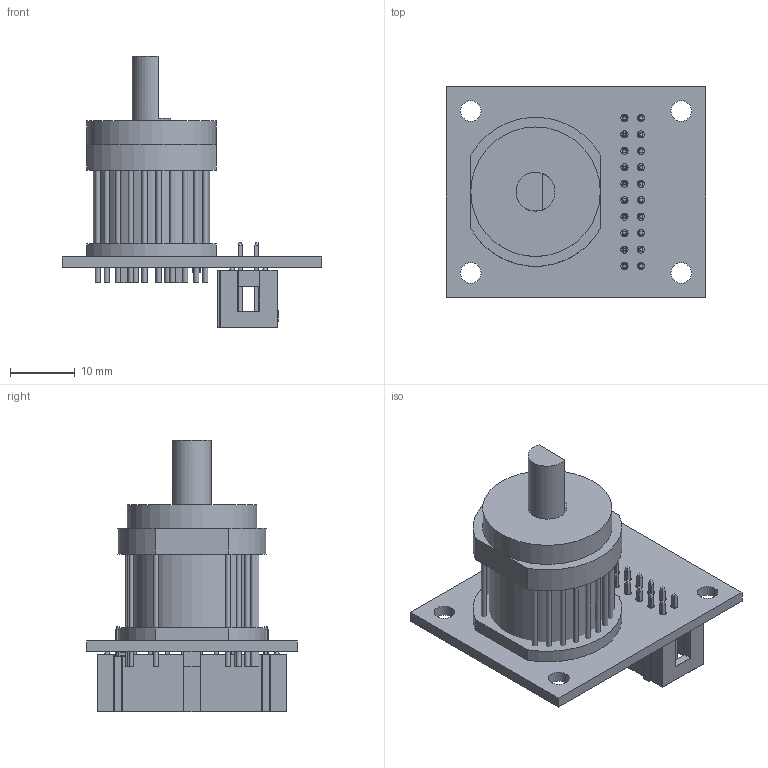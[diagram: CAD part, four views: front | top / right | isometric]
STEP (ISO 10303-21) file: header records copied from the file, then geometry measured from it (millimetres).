
FILE_DESCRIPTION(('Open CASCADE Model'),'2;1');
FILE_NAME('Open CASCADE Shape Model','2020-02-17T19:30:23',('Author'),( 'Open CASCADE'),'Open CASCADE STEP processor 6.8','Open CASCADE 6.8' ,'Unknown');
FILE_SCHEMA(('AUTOMOTIVE_DESIGN { 1 0 10303 214 1 1 1 1 }'));
Length unit declared in the file: millimetre
Products named in the file (17): PCB; Board; C1; CAP0805; J1; 20-Pin_Shrouded_Header_(IDC)_Straight; Straight_Contact; 20-Pin_Shrouded_Header_Body; SW1; alps_magnetic; Zylinder; Zylinder002; Cut002; Cut001; Pad; Pad001; Cut004
Assembly tree (35 placements, depth 4):
  PCB
    Board
    C1
      CAP0805
    J1
      20-Pin_Shrouded_Header_(IDC)_Straight
        Straight_Contact  x20
        20-Pin_Shrouded_Header_Body
    SW1
      alps_magnetic
        Zylinder
        Zylinder002
        Cut002
        Cut001
        Pad
        Pad001
        Cut004
Bounding box: 40 x 32.5 x 41.95 mm (x, y, z)
Volume: 10708 mm3; surface area: 10539.3 mm2
Topology: 49 solids, 84 shells, 999 faces, 2509 edges, 1643 vertices
Faces by surface type: plane 554, cylinder 273, bspline 108, sphere 41, torus 23
Full cylindrical faces by diameter (mm): 0.6 x6, 0.7 x6, 0.8 x12, 1 x14, 1.1 x20, 1.2 x2, 3.2 x4, 3.6 x2, 6 x1, 18 x1, 20 x1
Entity records: 21167 total; most frequent: CARTESIAN_POINT 5282, ORIENTED_EDGE 3026, DIRECTION 2886, EDGE_CURVE 1585, VERTEX_POINT 1035, AXIS2_PLACEMENT_3D 1012, LINE 862, VECTOR 862
